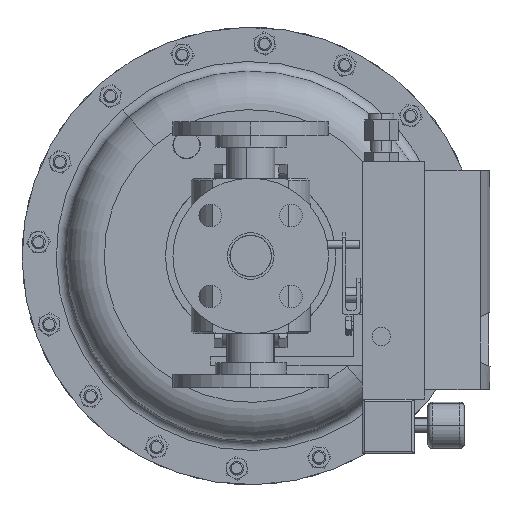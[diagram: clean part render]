
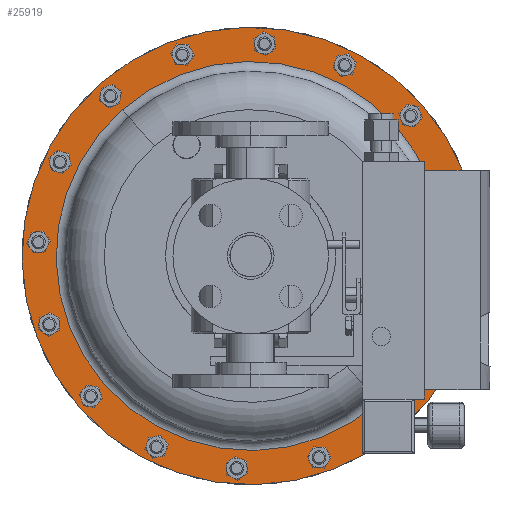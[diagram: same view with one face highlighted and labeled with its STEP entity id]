
A CAD part, front view. The second image highlights one B-rep face of the part: STEP entity #25919.
In plain terms, the highlighted planar face has unit normal (0, -1, 0).
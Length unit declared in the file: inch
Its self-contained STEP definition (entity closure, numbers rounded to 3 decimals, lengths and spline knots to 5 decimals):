
#991 = CIRCLE ( 'NONE', #15879, 5.315 ) ;
#3796 = ORIENTED_EDGE ( 'NONE', *, *, #17871, .F. ) ;
#3916 = EDGE_LOOP ( 'NONE', ( #10710, #8939 ) ) ;
#4333 = VERTEX_POINT ( 'NONE', #30854 ) ;
#4401 = EDGE_LOOP ( 'NONE', ( #3796, #20228 ) ) ;
#4999 = CARTESIAN_POINT ( 'NONE',  ( 4.699, 9.562, 6.24591 ) ) ;
#6213 = CIRCLE ( 'NONE', #16687, 6.25 ) ;
#8311 = CARTESIAN_POINT ( 'NONE',  ( 0., 9.562, 2.125 ) ) ;
#8939 = ORIENTED_EDGE ( 'NONE', *, *, #16899, .T. ) ;
#9300 = CARTESIAN_POINT ( 'NONE',  ( 0., 9.562, 2.125 ) ) ;
#9545 = DIRECTION ( 'NONE',  ( 0., 1., 0. ) ) ;
#10175 = DIRECTION ( 'NONE',  ( 0., -1., 0. ) ) ;
#10710 = ORIENTED_EDGE ( 'NONE', *, *, #12659, .T. ) ;
#10895 = DIRECTION ( 'NONE',  ( -0.659, 0., 0.752 ) ) ;
#11805 = CARTESIAN_POINT ( 'NONE',  ( 0., 9.562, 2.125 ) ) ;
#11890 = DIRECTION ( 'NONE',  ( -0.659, 0., 0.752 ) ) ;
#12659 = EDGE_CURVE ( 'NONE', #4333, #18924, #991, .T. ) ;
#14081 = CARTESIAN_POINT ( 'NONE',  ( -4.12091, 9.562, 6.824 ) ) ;
#14388 = DIRECTION ( 'NONE',  ( -0.659, 0., 0.752 ) ) ;
#14402 = CARTESIAN_POINT ( 'NONE',  ( 4.12091, 9.562, -2.574 ) ) ;
#15879 = AXIS2_PLACEMENT_3D ( 'NONE', #24928, #9545, #27473 ) ;
#16687 = AXIS2_PLACEMENT_3D ( 'NONE', #11805, #29770, #14388 ) ;
#16899 = EDGE_CURVE ( 'NONE', #18924, #4333, #27154, .T. ) ;
#17185 = FACE_OUTER_BOUND ( 'NONE', #4401, .T. ) ;
#17431 = AXIS2_PLACEMENT_3D ( 'NONE', #8311, #26260, #10895 ) ;
#17494 = CARTESIAN_POINT ( 'NONE',  ( 3.50442, 9.562, -1.87103 ) ) ;
#17871 = EDGE_CURVE ( 'NONE', #33127, #29540, #6213, .T. ) ;
#18924 = VERTEX_POINT ( 'NONE', #17494 ) ;
#20228 = ORIENTED_EDGE ( 'NONE', *, *, #21709, .F. ) ;
#21709 = EDGE_CURVE ( 'NONE', #29540, #33127, #30214, .T. ) ;
#24928 = CARTESIAN_POINT ( 'NONE',  ( 0., 9.562, 2.125 ) ) ;
#25919 = ADVANCED_FACE ( 'NONE', ( #29226, #17185 ), #28011, .T. ) ;
#26260 = DIRECTION ( 'NONE',  ( 0., 1., 0. ) ) ;
#27154 = CIRCLE ( 'NONE', #27386, 5.315 ) ;
#27249 = DIRECTION ( 'NONE',  ( 0., 1., 0. ) ) ;
#27386 = AXIS2_PLACEMENT_3D ( 'NONE', #9300, #27249, #11890 ) ;
#27473 = DIRECTION ( 'NONE',  ( -0.659, 0., 0.752 ) ) ;
#28011 = PLANE ( 'NONE',  #28676 ) ;
#28122 = DIRECTION ( 'NONE',  ( 0.659, 0., -0.752 ) ) ;
#28676 = AXIS2_PLACEMENT_3D ( 'NONE', #4999, #10175, #28122 ) ;
#29226 = FACE_BOUND ( 'NONE', #3916, .T. ) ;
#29540 = VERTEX_POINT ( 'NONE', #14402 ) ;
#29770 = DIRECTION ( 'NONE',  ( 0., 1., 0. ) ) ;
#30214 = CIRCLE ( 'NONE', #17431, 6.25 ) ;
#30854 = CARTESIAN_POINT ( 'NONE',  ( -3.50442, 9.562, 6.12103 ) ) ;
#33127 = VERTEX_POINT ( 'NONE', #14081 ) ;
